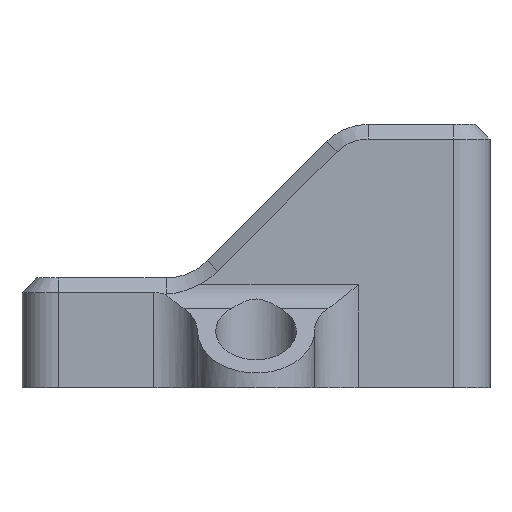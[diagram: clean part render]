
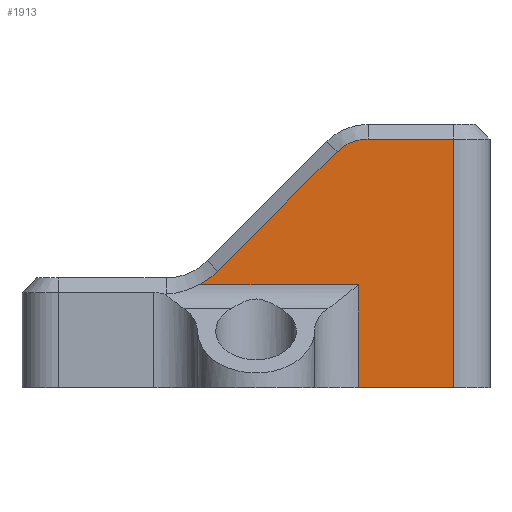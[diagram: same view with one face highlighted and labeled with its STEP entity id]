
A CAD part, left-side view. The second image highlights one B-rep face of the part: STEP entity #1913.
In plain terms, the highlighted planar face has unit normal (-1, 0, 0).
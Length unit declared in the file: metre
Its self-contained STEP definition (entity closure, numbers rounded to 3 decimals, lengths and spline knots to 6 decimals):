
#98=CIRCLE('',#2049,0.01);
#99=CIRCLE('',#2050,0.006);
#192=ORIENTED_EDGE('',*,*,#760,.T.);
#193=ORIENTED_EDGE('',*,*,#761,.T.);
#194=ORIENTED_EDGE('',*,*,#762,.T.);
#195=ORIENTED_EDGE('',*,*,#763,.T.);
#196=ORIENTED_EDGE('',*,*,#764,.T.);
#197=ORIENTED_EDGE('',*,*,#765,.T.);
#198=ORIENTED_EDGE('',*,*,#766,.T.);
#199=ORIENTED_EDGE('',*,*,#767,.T.);
#760=EDGE_CURVE('',#1044,#1045,#98,.T.);
#761=EDGE_CURVE('',#1045,#1046,#1228,.T.);
#762=EDGE_CURVE('',#1046,#1047,#1229,.T.);
#763=EDGE_CURVE('',#1047,#1048,#1230,.T.);
#764=EDGE_CURVE('',#1048,#1049,#1231,.F.);
#765=EDGE_CURVE('',#1049,#1050,#1232,.T.);
#766=EDGE_CURVE('',#1050,#1051,#99,.F.);
#767=EDGE_CURVE('',#1051,#1044,#1233,.T.);
#1044=VERTEX_POINT('',#2891);
#1045=VERTEX_POINT('',#2892);
#1046=VERTEX_POINT('',#2894);
#1047=VERTEX_POINT('',#2896);
#1048=VERTEX_POINT('',#2898);
#1049=VERTEX_POINT('',#2900);
#1050=VERTEX_POINT('',#2902);
#1051=VERTEX_POINT('',#2904);
#1228=LINE('',#2893,#1398);
#1229=LINE('',#2895,#1399);
#1230=LINE('',#2897,#1400);
#1231=LINE('',#2899,#1401);
#1232=LINE('',#2901,#1402);
#1233=LINE('',#2905,#1403);
#1398=VECTOR('',#2281,1.);
#1399=VECTOR('',#2282,1.);
#1400=VECTOR('',#2283,1.);
#1401=VECTOR('',#2284,1.);
#1402=VECTOR('',#2285,1.);
#1403=VECTOR('',#2288,1.);
#1563=EDGE_LOOP('',(#192,#193,#194,#195,#196,#197,#198,#199));
#1707=FACE_BOUND('',#1563,.T.);
#1851=PLANE('',#2048);
#1913=ADVANCED_FACE('',(#1707),#1851,.F.);
#2048=AXIS2_PLACEMENT_3D('',#2889,#2277,#2278);
#2049=AXIS2_PLACEMENT_3D('',#2890,#2279,#2280);
#2050=AXIS2_PLACEMENT_3D('',#2903,#2286,#2287);
#2277=DIRECTION('',(1.,0.,0.));
#2278=DIRECTION('',(0.,0.,-1.));
#2279=DIRECTION('',(1.,0.,0.));
#2280=DIRECTION('',(0.,0.,-1.));
#2281=DIRECTION('',(0.,-1.,0.));
#2282=DIRECTION('',(0.,0.,-1.));
#2283=DIRECTION('',(0.,-1.,0.));
#2284=DIRECTION('',(0.,0.,-1.));
#2285=DIRECTION('',(0.,1.,0.));
#2286=DIRECTION('',(1.,0.,0.));
#2287=DIRECTION('',(0.,0.,-1.));
#2288=DIRECTION('',(0.,0.707,-0.707));
#2889=CARTESIAN_POINT('',(-0.039,0.,0.03725));
#2890=CARTESIAN_POINT('',(-0.039,0.012298,0.02425));
#2891=CARTESIAN_POINT('',(-0.039,0.005227,0.017179));
#2892=CARTESIAN_POINT('',(-0.039,0.00782,0.015308));
#2893=CARTESIAN_POINT('',(-0.039,0.,0.015308));
#2894=CARTESIAN_POINT('',(-0.039,-0.014,0.015308));
#2895=CARTESIAN_POINT('',(-0.039,-0.014,0.03725));
#2896=CARTESIAN_POINT('',(-0.039,-0.014,0.00125));
#2897=CARTESIAN_POINT('',(-0.039,0.,0.00125));
#2898=CARTESIAN_POINT('',(-0.039,-0.027016,0.00125));
#2899=CARTESIAN_POINT('',(-0.039,-0.027016,0.03725));
#2900=CARTESIAN_POINT('',(-0.039,-0.027016,0.03525));
#2901=CARTESIAN_POINT('',(-0.039,-0.01533,0.03525));
#2902=CARTESIAN_POINT('',(-0.039,-0.01533,0.03525));
#2903=CARTESIAN_POINT('',(-0.039,-0.01533,0.02925));
#2904=CARTESIAN_POINT('',(-0.039,-0.011087,0.033493));
#2905=CARTESIAN_POINT('',(-0.039,0.005227,0.017179));
